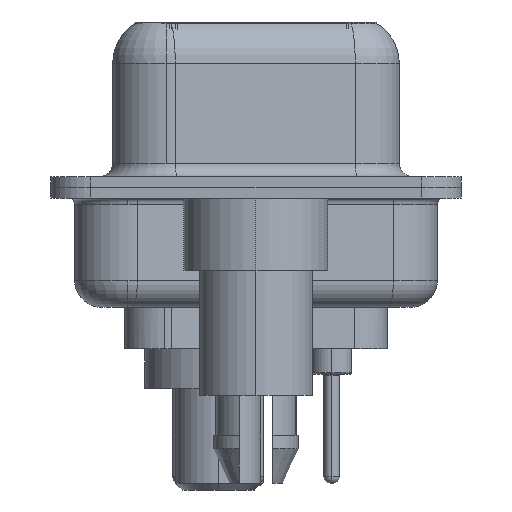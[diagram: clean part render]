
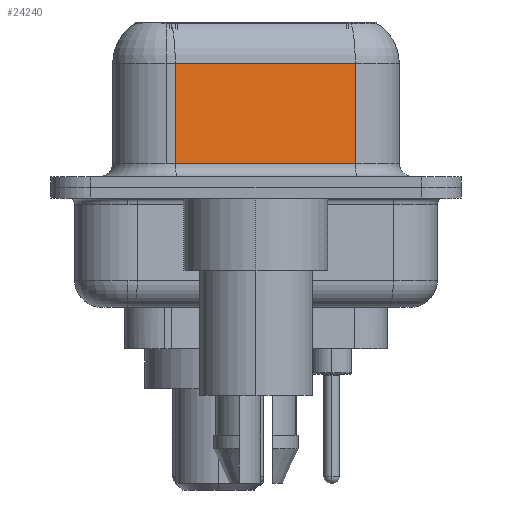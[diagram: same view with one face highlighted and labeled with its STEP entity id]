
A CAD part, left-side view. The second image highlights one B-rep face of the part: STEP entity #24240.
In plain terms, the highlighted planar face has unit normal (-0.985, -0.174, 0).
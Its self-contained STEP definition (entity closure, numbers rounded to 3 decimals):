
#1164 = DIRECTION ( 'NONE',  ( 0., 0., -1. ) ) ;
#1283 = VERTEX_POINT ( 'NONE', #34406 ) ;
#1779 = ORIENTED_EDGE ( 'NONE', *, *, #22151, .T. ) ;
#3202 = VERTEX_POINT ( 'NONE', #9220 ) ;
#3365 = CARTESIAN_POINT ( 'NONE',  ( 4.43, 3.028, 4.65 ) ) ;
#3847 = ORIENTED_EDGE ( 'NONE', *, *, #10685, .T. ) ;
#4211 = CARTESIAN_POINT ( 'NONE',  ( 4.43, 3.028, 0.9 ) ) ;
#4274 = LINE ( 'NONE', #7951, #26813 ) ;
#7610 = VECTOR ( 'NONE', #16981, 1000. ) ;
#7951 = CARTESIAN_POINT ( 'NONE',  ( 5.621, -3.722, 6.4 ) ) ;
#9198 = FACE_OUTER_BOUND ( 'NONE', #11481, .T. ) ;
#9220 = CARTESIAN_POINT ( 'NONE',  ( 5.621, -3.722, 4.65 ) ) ;
#9835 = EDGE_CURVE ( 'NONE', #3202, #13577, #26153, .T. ) ;
#10205 = DIRECTION ( 'NONE',  ( 0.985, 0.174, 0. ) ) ;
#10277 = VECTOR ( 'NONE', #29882, 1000. ) ;
#10685 = EDGE_CURVE ( 'NONE', #13577, #28937, #11942, .T. ) ;
#11481 = EDGE_LOOP ( 'NONE', ( #19409, #18488, #3847, #1779 ) ) ;
#11942 = LINE ( 'NONE', #17344, #12770 ) ;
#12770 = VECTOR ( 'NONE', #1164, 1000. ) ;
#13577 = VERTEX_POINT ( 'NONE', #3365 ) ;
#15094 = DIRECTION ( 'NONE',  ( -0.174, 0.985, 0. ) ) ;
#15433 = CARTESIAN_POINT ( 'NONE',  ( 5.621, -3.722, 6.4 ) ) ;
#15734 = EDGE_CURVE ( 'NONE', #3202, #1283, #4274, .T. ) ;
#16981 = DIRECTION ( 'NONE',  ( 0.174, -0.985, 0. ) ) ;
#17344 = CARTESIAN_POINT ( 'NONE',  ( 4.43, 3.028, 6.4 ) ) ;
#18488 = ORIENTED_EDGE ( 'NONE', *, *, #9835, .T. ) ;
#19409 = ORIENTED_EDGE ( 'NONE', *, *, #15734, .F. ) ;
#19891 = CARTESIAN_POINT ( 'NONE',  ( 5.621, -3.722, 0.9 ) ) ;
#21167 = CARTESIAN_POINT ( 'NONE',  ( 5.621, -3.722, 4.65 ) ) ;
#22151 = EDGE_CURVE ( 'NONE', #28937, #1283, #33911, .T. ) ;
#23585 = DIRECTION ( 'NONE',  ( 0., 0., -1. ) ) ;
#24240 = ADVANCED_FACE ( 'NONE', ( #9198 ), #31088, .F. ) ;
#26153 = LINE ( 'NONE', #21167, #10277 ) ;
#26813 = VECTOR ( 'NONE', #23585, 1000. ) ;
#28937 = VERTEX_POINT ( 'NONE', #4211 ) ;
#29411 = AXIS2_PLACEMENT_3D ( 'NONE', #15433, #10205, #15094 ) ;
#29882 = DIRECTION ( 'NONE',  ( -0.174, 0.985, 0. ) ) ;
#31088 = PLANE ( 'NONE',  #29411 ) ;
#33911 = LINE ( 'NONE', #19891, #7610 ) ;
#34406 = CARTESIAN_POINT ( 'NONE',  ( 5.621, -3.722, 0.9 ) ) ;
